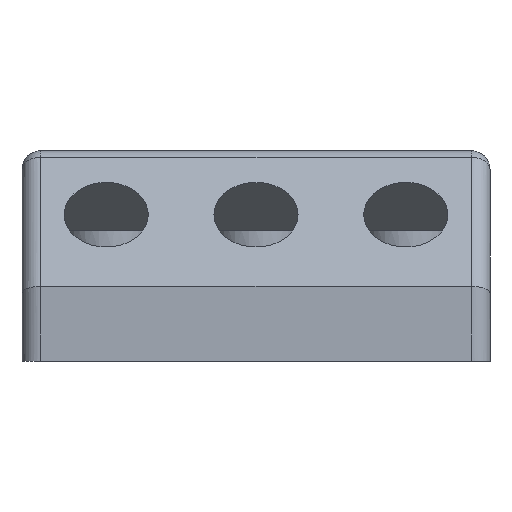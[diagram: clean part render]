
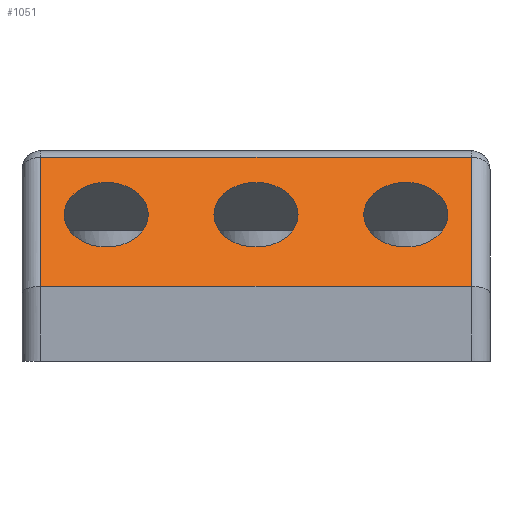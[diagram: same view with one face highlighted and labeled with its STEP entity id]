
A CAD part, front view. The second image highlights one B-rep face of the part: STEP entity #1051.
In plain terms, the highlighted planar face has unit normal (0, -0.766, 0.643).
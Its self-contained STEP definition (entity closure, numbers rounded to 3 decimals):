
#51=FACE_BOUND('',#167,.T.);
#52=FACE_BOUND('',#168,.T.);
#53=FACE_BOUND('',#169,.T.);
#60=PLANE('',#1180);
#85=FACE_OUTER_BOUND('',#166,.T.);
#166=EDGE_LOOP('',(#798,#799,#800,#801));
#167=EDGE_LOOP('',(#802));
#168=EDGE_LOOP('',(#803));
#169=EDGE_LOOP('',(#804));
#277=CIRCLE('',#1181,2.25);
#278=CIRCLE('',#1182,2.25);
#279=CIRCLE('',#1183,2.25);
#309=LINE('',#1662,#379);
#328=LINE('',#1790,#398);
#329=LINE('',#1794,#399);
#330=LINE('',#1795,#400);
#379=VECTOR('',#1297,10.);
#398=VECTOR('',#1428,10.);
#399=VECTOR('',#1433,10.);
#400=VECTOR('',#1434,10.);
#452=VERTEX_POINT('',#1660);
#453=VERTEX_POINT('',#1661);
#506=VERTEX_POINT('',#1789);
#507=VERTEX_POINT('',#1793);
#508=VERTEX_POINT('',#1796);
#509=VERTEX_POINT('',#1798);
#510=VERTEX_POINT('',#1800);
#550=EDGE_CURVE('',#452,#453,#309,.T.);
#615=EDGE_CURVE('',#453,#506,#328,.T.);
#617=EDGE_CURVE('',#507,#452,#329,.T.);
#618=EDGE_CURVE('',#506,#507,#330,.T.);
#619=EDGE_CURVE('',#508,#508,#277,.T.);
#620=EDGE_CURVE('',#509,#509,#278,.T.);
#621=EDGE_CURVE('',#510,#510,#279,.T.);
#798=ORIENTED_EDGE('',*,*,#550,.F.);
#799=ORIENTED_EDGE('',*,*,#617,.F.);
#800=ORIENTED_EDGE('',*,*,#618,.F.);
#801=ORIENTED_EDGE('',*,*,#615,.F.);
#802=ORIENTED_EDGE('',*,*,#619,.T.);
#803=ORIENTED_EDGE('',*,*,#620,.T.);
#804=ORIENTED_EDGE('',*,*,#621,.T.);
#1051=ADVANCED_FACE('',(#85,#51,#52,#53),#60,.F.);
#1180=AXIS2_PLACEMENT_3D('',#1792,#1431,#1432);
#1181=AXIS2_PLACEMENT_3D('',#1797,#1435,#1436);
#1182=AXIS2_PLACEMENT_3D('',#1799,#1437,#1438);
#1183=AXIS2_PLACEMENT_3D('',#1801,#1439,#1440);
#1297=DIRECTION('',(0.,0.643,0.766));
#1428=DIRECTION('',(1.,0.,0.));
#1431=DIRECTION('center_axis',(0.,0.766,-0.643));
#1432=DIRECTION('ref_axis',(0.,-0.643,-0.766));
#1433=DIRECTION('',(-1.,0.,0.));
#1434=DIRECTION('',(0.,-0.643,-0.766));
#1435=DIRECTION('center_axis',(0.,0.766,-0.643));
#1436=DIRECTION('ref_axis',(1.,0.,0.));
#1437=DIRECTION('center_axis',(0.,0.766,-0.643));
#1438=DIRECTION('ref_axis',(1.,0.,0.));
#1439=DIRECTION('center_axis',(0.,0.766,-0.643));
#1440=DIRECTION('ref_axis',(1.,0.,0.));
#1660=CARTESIAN_POINT('',(-11.5,-25.,4.));
#1661=CARTESIAN_POINT('',(-11.5,-19.215,10.894));
#1662=CARTESIAN_POINT('',(-11.5,-14.397,16.636));
#1789=CARTESIAN_POINT('',(11.5,-19.215,10.894));
#1790=CARTESIAN_POINT('',(12.5,-19.215,10.894));
#1792=CARTESIAN_POINT('Origin',(12.5,-22.483,7.));
#1793=CARTESIAN_POINT('',(11.5,-25.,4.));
#1794=CARTESIAN_POINT('',(0.,-25.,4.));
#1795=CARTESIAN_POINT('',(11.5,-24.726,4.326));
#1796=CARTESIAN_POINT('',(-10.25,-21.786,7.83));
#1797=CARTESIAN_POINT('Origin',(-8.,-21.786,7.83));
#1798=CARTESIAN_POINT('',(-2.25,-21.786,7.83));
#1799=CARTESIAN_POINT('Origin',(0.,-21.786,7.83));
#1800=CARTESIAN_POINT('',(5.75,-21.786,7.83));
#1801=CARTESIAN_POINT('Origin',(8.,-21.786,7.83));
